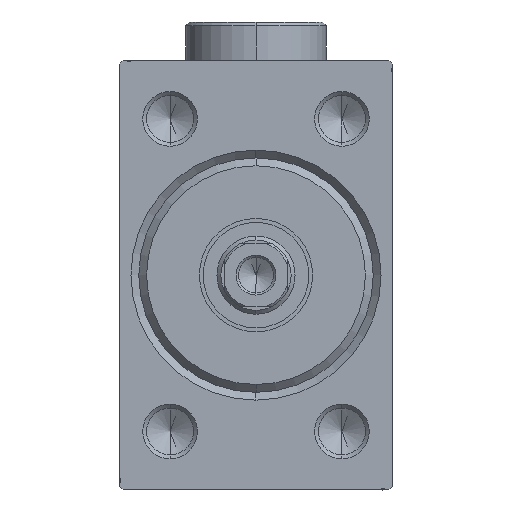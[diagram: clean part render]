
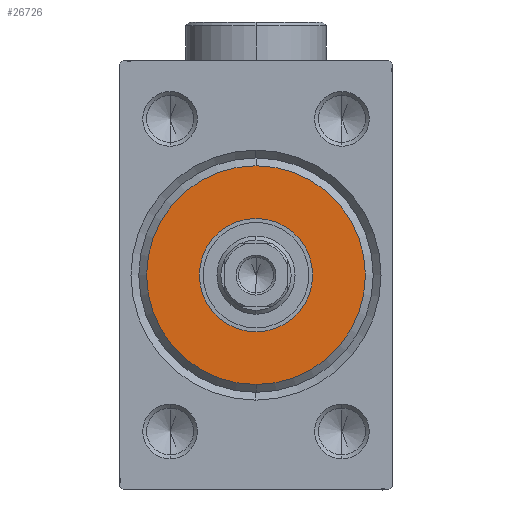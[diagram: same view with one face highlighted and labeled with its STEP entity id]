
A CAD part, left-side view. The second image highlights one B-rep face of the part: STEP entity #26726.
In plain terms, the highlighted face is planar.
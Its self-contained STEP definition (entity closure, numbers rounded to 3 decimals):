
#568 = DIRECTION ( 'NONE',  ( 0., 0., -1. ) ) ;
#707 = CARTESIAN_POINT ( 'NONE',  ( 3., 0., 14. ) ) ;
#1797 = EDGE_LOOP ( 'NONE', ( #12702, #26968 ) ) ;
#4264 = CARTESIAN_POINT ( 'NONE',  ( 3., 0., 0. ) ) ;
#5962 = EDGE_CURVE ( 'NONE', #32091, #45237, #11098, .T. ) ;
#6499 = CARTESIAN_POINT ( 'NONE',  ( 3., 0., -14. ) ) ;
#7460 = CARTESIAN_POINT ( 'NONE',  ( 3., 0., 0. ) ) ;
#10363 = ORIENTED_EDGE ( 'NONE', *, *, #5962, .F. ) ;
#11098 = CIRCLE ( 'NONE', #11865, 7.25 ) ;
#11401 = CIRCLE ( 'NONE', #17286, 14. ) ;
#11865 = AXIS2_PLACEMENT_3D ( 'NONE', #12555, #36715, #36929 ) ;
#11956 = EDGE_CURVE ( 'NONE', #45237, #32091, #39937, .T. ) ;
#12555 = CARTESIAN_POINT ( 'NONE',  ( 3., 0., 0. ) ) ;
#12702 = ORIENTED_EDGE ( 'NONE', *, *, #21179, .T. ) ;
#13732 = AXIS2_PLACEMENT_3D ( 'NONE', #4264, #42464, #568 ) ;
#14864 = FACE_OUTER_BOUND ( 'NONE', #1797, .T. ) ;
#17286 = AXIS2_PLACEMENT_3D ( 'NONE', #29488, #18928, #43516 ) ;
#18540 = CARTESIAN_POINT ( 'NONE',  ( 3., 0., 7.25 ) ) ;
#18928 = DIRECTION ( 'NONE',  ( 1., 0., 0. ) ) ;
#18952 = VERTEX_POINT ( 'NONE', #707 ) ;
#19240 = CARTESIAN_POINT ( 'NONE',  ( 3., 0., 0. ) ) ;
#20268 = CARTESIAN_POINT ( 'NONE',  ( 3., 0., -7.25 ) ) ;
#21179 = EDGE_CURVE ( 'NONE', #18952, #32511, #11401, .T. ) ;
#21791 = FACE_BOUND ( 'NONE', #29647, .T. ) ;
#22237 = DIRECTION ( 'NONE',  ( 0., 0., -1. ) ) ;
#25909 = PLANE ( 'NONE',  #43569 ) ;
#26212 = CIRCLE ( 'NONE', #13732, 14. ) ;
#26726 = ADVANCED_FACE ( 'NONE', ( #14864, #21791 ), #25909, .T. ) ;
#26968 = ORIENTED_EDGE ( 'NONE', *, *, #39394, .T. ) ;
#28625 = DIRECTION ( 'NONE',  ( 1., 0., 0. ) ) ;
#28907 = DIRECTION ( 'NONE',  ( 1., 0., 0. ) ) ;
#29488 = CARTESIAN_POINT ( 'NONE',  ( 3., 0., 0. ) ) ;
#29647 = EDGE_LOOP ( 'NONE', ( #34948, #10363 ) ) ;
#32091 = VERTEX_POINT ( 'NONE', #18540 ) ;
#32511 = VERTEX_POINT ( 'NONE', #6499 ) ;
#34948 = ORIENTED_EDGE ( 'NONE', *, *, #11956, .F. ) ;
#35541 = AXIS2_PLACEMENT_3D ( 'NONE', #7460, #28625, #42647 ) ;
#36715 = DIRECTION ( 'NONE',  ( 1., 0., 0. ) ) ;
#36929 = DIRECTION ( 'NONE',  ( 0., 0., -1. ) ) ;
#39394 = EDGE_CURVE ( 'NONE', #32511, #18952, #26212, .T. ) ;
#39937 = CIRCLE ( 'NONE', #35541, 7.25 ) ;
#42464 = DIRECTION ( 'NONE',  ( 1., 0., 0. ) ) ;
#42647 = DIRECTION ( 'NONE',  ( 0., 0., -1. ) ) ;
#43516 = DIRECTION ( 'NONE',  ( 0., 0., -1. ) ) ;
#43569 = AXIS2_PLACEMENT_3D ( 'NONE', #19240, #28907, #22237 ) ;
#45237 = VERTEX_POINT ( 'NONE', #20268 ) ;
